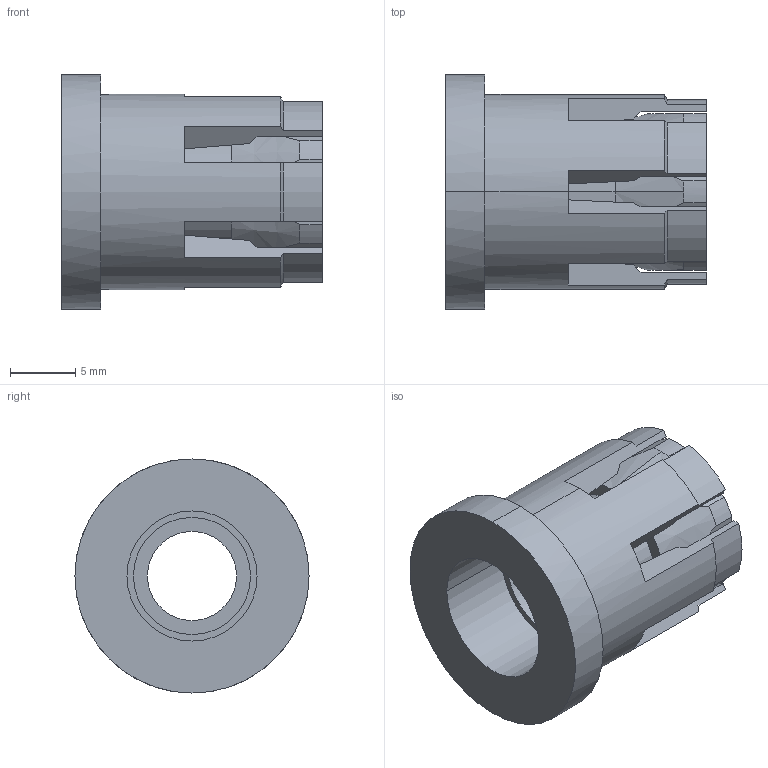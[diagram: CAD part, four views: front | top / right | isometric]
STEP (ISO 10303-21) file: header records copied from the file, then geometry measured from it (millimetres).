
FILE_DESCRIPTION (( 'STEP AP214' ), '1' );
FILE_NAME ('Rexnord-698661.STEP', '2023-08-02T06:05:52', ( '' ), ( '' ), 'SwSTEP 2.0', 'SolidWorks 2022', '' );
FILE_SCHEMA (( 'AUTOMOTIVE_DESIGN' ));
Length unit declared in the file: millimetre
Products named in the file (2): Rexnord-698661_698661; Rexnord-698661
Assembly tree (1 placements, depth 2):
  Rexnord-698661
    Rexnord-698661_698661
Bounding box: 20 x 18 x 18 mm (x, y, z)
Surface area: 2468.4 mm2 (no closed solid volume)
Topology: 0 solids, 2 shells, 73 faces, 226 edges, 153 vertices
Faces by surface type: plane 40, cylinder 25, cone 8
Entity records: 3615 total; most frequent: CARTESIAN_POINT 762, ORIENTED_EDGE 420, DIRECTION 412, EDGE_CURVE 226, VERTEX_POINT 153, AXIS2_PLACEMENT_3D 147, VECTOR 118, LINE 118
